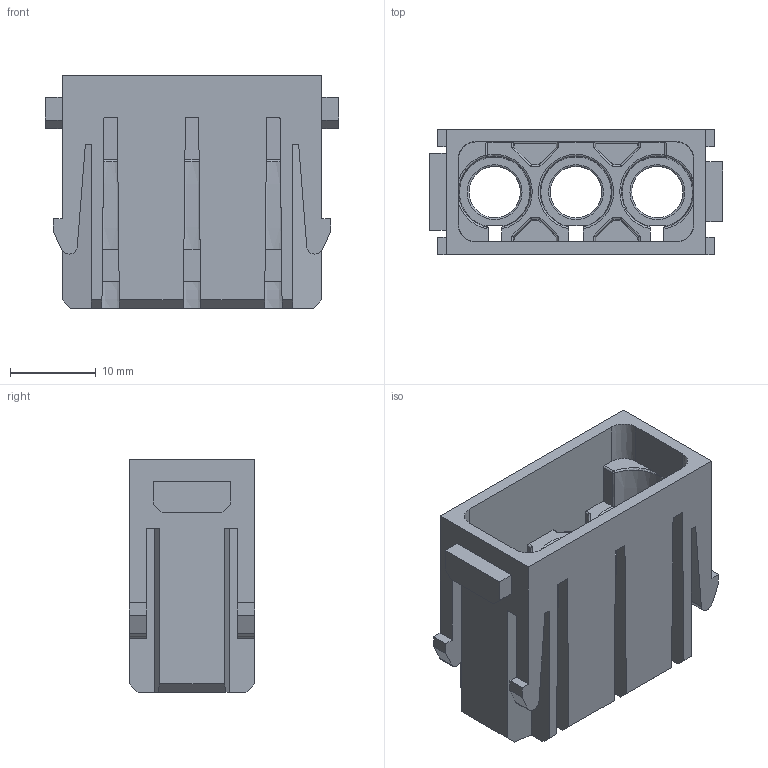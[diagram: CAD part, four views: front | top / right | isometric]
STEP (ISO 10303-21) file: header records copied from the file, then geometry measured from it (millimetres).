
FILE_DESCRIPTION(/* description */ (''),/* implementation_level */ '2;1');
FILE_NAME(/* name */ 'HMP-003.stp',/* time_stamp */ '2023-07-26T09:28:58+08:00',/* author */ (''),/* organization */ (''),/* preprocessor_version */ 'ST-DEVELOPER v16',/* originating_system */ 'SIEMENS PLM Software NX 10.0',/* authorisation */ '');
FILE_SCHEMA (('AUTOMOTIVE_DESIGN { 1 0 10303 214 3 1 1 1 }'));
Length unit declared in the file: millimetre
Products named in the file (1): Admi152C81298to1
Bounding box: 34.25 x 14.6 x 27.2 mm (x, y, z)
Volume: 5125.4 mm3; surface area: 6566.7 mm2
Topology: 1 solids, 1 shells, 163 faces, 469 edges, 303 vertices
Faces by surface type: plane 112, cylinder 29, cone 10, torus 8, bspline 2, sphere 2
Full cylindrical faces by diameter (mm): 6 x3
Entity records: 5413 total; most frequent: CARTESIAN_POINT 1098, ORIENTED_EDGE 918, DIRECTION 857, EDGE_CURVE 459, LINE 353, VECTOR 353, VERTEX_POINT 301, AXIS2_PLACEMENT_3D 252
